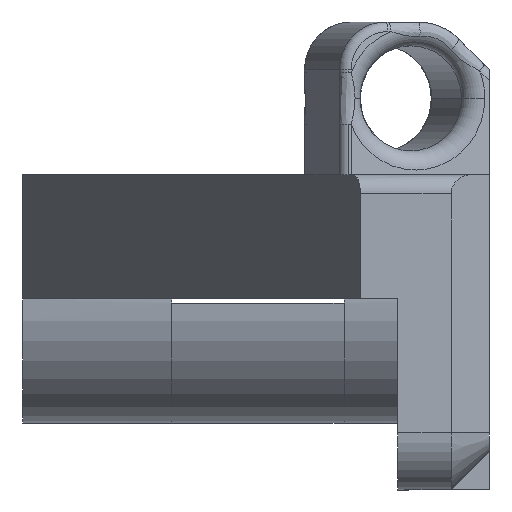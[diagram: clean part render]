
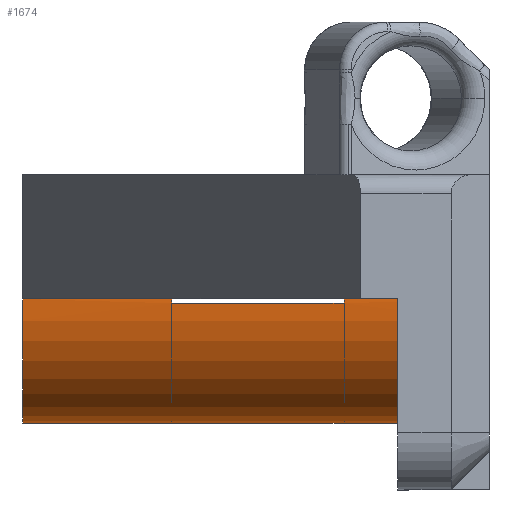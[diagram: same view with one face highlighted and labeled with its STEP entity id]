
A CAD part, left-side view. The second image highlights one B-rep face of the part: STEP entity #1674.
In plain terms, the highlighted cylindrical face has radius 6.5 mm (diameter 13 mm), a partial arc.
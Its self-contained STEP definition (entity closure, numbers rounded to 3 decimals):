
#3 = ORIENTED_EDGE ( 'NONE', *, *, #3776, .F. ) ;
#103 = CIRCLE ( 'NONE', #715, 6.5 ) ;
#124 = DIRECTION ( 'NONE',  ( 0., 1., 0. ) ) ;
#153 = CARTESIAN_POINT ( 'NONE',  ( 0., 11.565, 0. ) ) ;
#192 = FACE_OUTER_BOUND ( 'NONE', #3118, .T. ) ;
#204 = VERTEX_POINT ( 'NONE', #3460 ) ;
#215 = DIRECTION ( 'NONE',  ( 0., 1., 0. ) ) ;
#218 = ORIENTED_EDGE ( 'NONE', *, *, #3691, .T. ) ;
#339 = EDGE_CURVE ( 'NONE', #204, #2942, #3533, .T. ) ;
#364 = DIRECTION ( 'NONE',  ( 0., 1., 0. ) ) ;
#366 = LINE ( 'NONE', #410, #2030 ) ;
#410 = CARTESIAN_POINT ( 'NONE',  ( -6.496, -6.82, -0.225 ) ) ;
#475 = CYLINDRICAL_SURFACE ( 'NONE', #1557, 6.5 ) ;
#572 = ORIENTED_EDGE ( 'NONE', *, *, #4297, .T. ) ;
#689 = ORIENTED_EDGE ( 'NONE', *, *, #4577, .F. ) ;
#715 = AXIS2_PLACEMENT_3D ( 'NONE', #1654, #3121, #4212 ) ;
#743 = AXIS2_PLACEMENT_3D ( 'NONE', #2404, #3866, #3513 ) ;
#822 = CIRCLE ( 'NONE', #743, 6.5 ) ;
#824 = CARTESIAN_POINT ( 'NONE',  ( 0., -6.82, -6.5 ) ) ;
#888 = LINE ( 'NONE', #2354, #2725 ) ;
#929 = DIRECTION ( 'NONE',  ( 0., 0., 1. ) ) ;
#1016 = CIRCLE ( 'NONE', #3782, 6.5 ) ;
#1022 = EDGE_CURVE ( 'NONE', #2098, #204, #4228, .T. ) ;
#1032 = CARTESIAN_POINT ( 'NONE',  ( -6.5, 20.58, 0. ) ) ;
#1044 = CIRCLE ( 'NONE', #3432, 6.5 ) ;
#1046 = CARTESIAN_POINT ( 'NONE',  ( 0., 28.395, -6.5 ) ) ;
#1132 = EDGE_CURVE ( 'NONE', #1450, #3379, #1016, .T. ) ;
#1209 = LINE ( 'NONE', #3387, #1891 ) ;
#1265 = CARTESIAN_POINT ( 'NONE',  ( 0., -6.82, -6.5 ) ) ;
#1305 = VERTEX_POINT ( 'NONE', #1032 ) ;
#1422 = CIRCLE ( 'NONE', #2042, 6.5 ) ;
#1450 = VERTEX_POINT ( 'NONE', #4376 ) ;
#1557 = AXIS2_PLACEMENT_3D ( 'NONE', #1945, #124, #4496 ) ;
#1644 = ORIENTED_EDGE ( 'NONE', *, *, #2632, .F. ) ;
#1654 = CARTESIAN_POINT ( 'NONE',  ( 0., 20.58, 0. ) ) ;
#1661 = DIRECTION ( 'NONE',  ( 0., 0., 1. ) ) ;
#1667 = ORIENTED_EDGE ( 'NONE', *, *, #3141, .F. ) ;
#1674 = ADVANCED_FACE ( 'NONE', ( #192 ), #475, .T. ) ;
#1679 = EDGE_CURVE ( 'NONE', #1856, #4415, #103, .T. ) ;
#1732 = DIRECTION ( 'NONE',  ( 0., -1., 0. ) ) ;
#1735 = CARTESIAN_POINT ( 'NONE',  ( 0., 4.35, -6.5 ) ) ;
#1776 = DIRECTION ( 'NONE',  ( 0., 0., 1. ) ) ;
#1856 = VERTEX_POINT ( 'NONE', #4702 ) ;
#1891 = VECTOR ( 'NONE', #3084, 1000. ) ;
#1903 = DIRECTION ( 'NONE',  ( 0., 0., -1. ) ) ;
#1927 = VECTOR ( 'NONE', #2497, 1000. ) ;
#1945 = CARTESIAN_POINT ( 'NONE',  ( 0., -6.82, 0. ) ) ;
#1952 = DIRECTION ( 'NONE',  ( 0., -1., 0. ) ) ;
#1994 = VERTEX_POINT ( 'NONE', #2076 ) ;
#2030 = VECTOR ( 'NONE', #4409, 1000. ) ;
#2042 = AXIS2_PLACEMENT_3D ( 'NONE', #3140, #215, #929 ) ;
#2076 = CARTESIAN_POINT ( 'NONE',  ( -6.496, 20.58, -0.225 ) ) ;
#2090 = CARTESIAN_POINT ( 'NONE',  ( -6.5, 28.395, 0. ) ) ;
#2098 = VERTEX_POINT ( 'NONE', #1735 ) ;
#2119 = CARTESIAN_POINT ( 'NONE',  ( 0., 20.58, 0. ) ) ;
#2248 = EDGE_CURVE ( 'NONE', #2098, #3379, #3029, .T. ) ;
#2287 = DIRECTION ( 'NONE',  ( 0., 1., 0. ) ) ;
#2354 = CARTESIAN_POINT ( 'NONE',  ( -0.225, -6.82, -6.496 ) ) ;
#2374 = VERTEX_POINT ( 'NONE', #4176 ) ;
#2375 = ORIENTED_EDGE ( 'NONE', *, *, #1132, .T. ) ;
#2404 = CARTESIAN_POINT ( 'NONE',  ( 0., 11.565, 0. ) ) ;
#2486 = VECTOR ( 'NONE', #2287, 1000. ) ;
#2497 = DIRECTION ( 'NONE',  ( 0., 1., 0. ) ) ;
#2632 = EDGE_CURVE ( 'NONE', #1994, #4143, #366, .T. ) ;
#2721 = DIRECTION ( 'NONE',  ( 0., 1., 0. ) ) ;
#2725 = VECTOR ( 'NONE', #3817, 1000. ) ;
#2942 = VERTEX_POINT ( 'NONE', #4068 ) ;
#2973 = CARTESIAN_POINT ( 'NONE',  ( 0., 4.35, 0. ) ) ;
#3012 = CARTESIAN_POINT ( 'NONE',  ( 0., 20.58, -6.5 ) ) ;
#3029 = LINE ( 'NONE', #824, #2486 ) ;
#3062 = EDGE_CURVE ( 'NONE', #3163, #2374, #1422, .T. ) ;
#3084 = DIRECTION ( 'NONE',  ( 0., 1., 0. ) ) ;
#3090 = CARTESIAN_POINT ( 'NONE',  ( 0., 11.565, -6.5 ) ) ;
#3118 = EDGE_LOOP ( 'NONE', ( #3575, #4280, #4345, #572, #1644, #3, #218, #3743, #689, #4298, #1667, #2375 ) ) ;
#3121 = DIRECTION ( 'NONE',  ( 0., -1., 0. ) ) ;
#3140 = CARTESIAN_POINT ( 'NONE',  ( 0., 28.395, 0. ) ) ;
#3141 = EDGE_CURVE ( 'NONE', #1450, #1856, #888, .T. ) ;
#3163 = VERTEX_POINT ( 'NONE', #1046 ) ;
#3164 = AXIS2_PLACEMENT_3D ( 'NONE', #2973, #364, #1903 ) ;
#3379 = VERTEX_POINT ( 'NONE', #3090 ) ;
#3387 = CARTESIAN_POINT ( 'NONE',  ( -6.5, 28.395, 0. ) ) ;
#3432 = AXIS2_PLACEMENT_3D ( 'NONE', #2119, #1732, #1776 ) ;
#3460 = CARTESIAN_POINT ( 'NONE',  ( -6.5, 4.35, 0. ) ) ;
#3513 = DIRECTION ( 'NONE',  ( 0., 0., 1. ) ) ;
#3533 = LINE ( 'NONE', #2090, #1927 ) ;
#3575 = ORIENTED_EDGE ( 'NONE', *, *, #2248, .F. ) ;
#3691 = EDGE_CURVE ( 'NONE', #1305, #2374, #1209, .T. ) ;
#3743 = ORIENTED_EDGE ( 'NONE', *, *, #3062, .F. ) ;
#3776 = EDGE_CURVE ( 'NONE', #1305, #1994, #1044, .T. ) ;
#3782 = AXIS2_PLACEMENT_3D ( 'NONE', #153, #1952, #1661 ) ;
#3817 = DIRECTION ( 'NONE',  ( 0., 1., 0. ) ) ;
#3845 = CARTESIAN_POINT ( 'NONE',  ( -6.496, 11.565, -0.225 ) ) ;
#3866 = DIRECTION ( 'NONE',  ( 0., -1., 0. ) ) ;
#3890 = VECTOR ( 'NONE', #2721, 1000. ) ;
#4068 = CARTESIAN_POINT ( 'NONE',  ( -6.5, 11.565, 0. ) ) ;
#4143 = VERTEX_POINT ( 'NONE', #3845 ) ;
#4176 = CARTESIAN_POINT ( 'NONE',  ( -6.5, 28.395, 0. ) ) ;
#4212 = DIRECTION ( 'NONE',  ( 0., 0., 1. ) ) ;
#4228 = CIRCLE ( 'NONE', #3164, 6.5 ) ;
#4280 = ORIENTED_EDGE ( 'NONE', *, *, #1022, .T. ) ;
#4297 = EDGE_CURVE ( 'NONE', #2942, #4143, #822, .T. ) ;
#4298 = ORIENTED_EDGE ( 'NONE', *, *, #1679, .F. ) ;
#4345 = ORIENTED_EDGE ( 'NONE', *, *, #339, .T. ) ;
#4376 = CARTESIAN_POINT ( 'NONE',  ( -0.225, 11.565, -6.496 ) ) ;
#4409 = DIRECTION ( 'NONE',  ( 0., -1., 0. ) ) ;
#4415 = VERTEX_POINT ( 'NONE', #3012 ) ;
#4496 = DIRECTION ( 'NONE',  ( 0., 0., -1. ) ) ;
#4577 = EDGE_CURVE ( 'NONE', #4415, #3163, #4603, .T. ) ;
#4603 = LINE ( 'NONE', #1265, #3890 ) ;
#4702 = CARTESIAN_POINT ( 'NONE',  ( -0.225, 20.58, -6.496 ) ) ;
